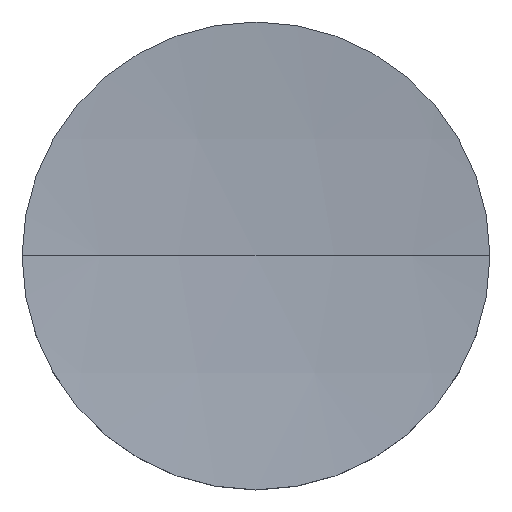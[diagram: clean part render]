
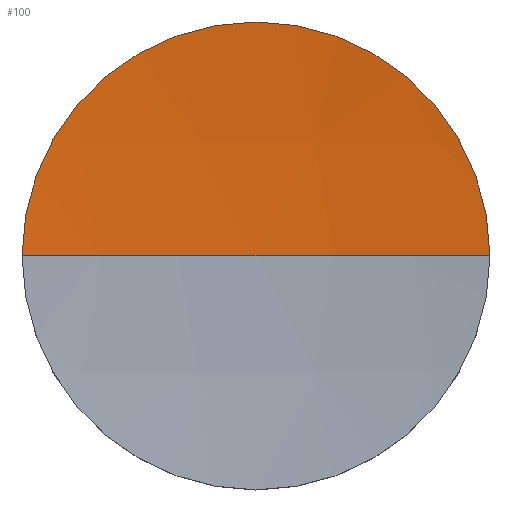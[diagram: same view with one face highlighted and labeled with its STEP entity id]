
A CAD part, top view. The second image highlights one B-rep face of the part: STEP entity #100.
In plain terms, the highlighted spherical face has radius 250 mm.
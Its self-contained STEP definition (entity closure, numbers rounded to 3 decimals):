
#8 = CARTESIAN_POINT ( 'NONE',  ( 25.4, 0., 10. ) ) ;
#21 = CARTESIAN_POINT ( 'NONE',  ( 0., 0., 258.706 ) ) ;
#23 = CIRCLE ( 'NONE', #71, 250. ) ;
#25 = DIRECTION ( 'NONE',  ( 0., -1., 0. ) ) ;
#41 = CARTESIAN_POINT ( 'NONE',  ( 0., 0., 258.706 ) ) ;
#46 = ORIENTED_EDGE ( 'NONE', *, *, #49, .F. ) ;
#48 = ORIENTED_EDGE ( 'NONE', *, *, #112, .F. ) ;
#49 = EDGE_CURVE ( 'NONE', #57, #108, #161, .T. ) ;
#56 = DIRECTION ( 'NONE',  ( 0., 0., -1. ) ) ;
#57 = VERTEX_POINT ( 'NONE', #8 ) ;
#58 = CARTESIAN_POINT ( 'NONE',  ( 0., 0., 258.706 ) ) ;
#68 = AXIS2_PLACEMENT_3D ( 'NONE', #41, #167, #197 ) ;
#71 = AXIS2_PLACEMENT_3D ( 'NONE', #58, #25, #115 ) ;
#73 = DIRECTION ( 'NONE',  ( 1., 0., 0. ) ) ;
#79 = AXIS2_PLACEMENT_3D ( 'NONE', #21, #89, #126 ) ;
#89 = DIRECTION ( 'NONE',  ( 0., 1., 0. ) ) ;
#92 = ORIENTED_EDGE ( 'NONE', *, *, #111, .T. ) ;
#99 = CARTESIAN_POINT ( 'NONE',  ( -25.4, 0., 10. ) ) ;
#100 = ADVANCED_FACE ( 'NONE', ( #116 ), #129, .F. ) ;
#108 = VERTEX_POINT ( 'NONE', #132 ) ;
#111 = EDGE_CURVE ( 'NONE', #154, #108, #23, .T. ) ;
#112 = EDGE_CURVE ( 'NONE', #154, #57, #159, .T. ) ;
#115 = DIRECTION ( 'NONE',  ( 1., 0., 0. ) ) ;
#116 = FACE_OUTER_BOUND ( 'NONE', #170, .T. ) ;
#126 = DIRECTION ( 'NONE',  ( 0., 0., 1. ) ) ;
#129 = SPHERICAL_SURFACE ( 'NONE', #68, 250. ) ;
#132 = CARTESIAN_POINT ( 'NONE',  ( 0., 0., 8.706 ) ) ;
#154 = VERTEX_POINT ( 'NONE', #99 ) ;
#159 = CIRCLE ( 'NONE', #177, 25.4 ) ;
#161 = CIRCLE ( 'NONE', #79, 250. ) ;
#167 = DIRECTION ( 'NONE',  ( 0., -1., 0. ) ) ;
#170 = EDGE_LOOP ( 'NONE', ( #48, #92, #46 ) ) ;
#177 = AXIS2_PLACEMENT_3D ( 'NONE', #185, #56, #73 ) ;
#185 = CARTESIAN_POINT ( 'NONE',  ( 0., 0., 10. ) ) ;
#197 = DIRECTION ( 'NONE',  ( 1., 0., 0. ) ) ;
